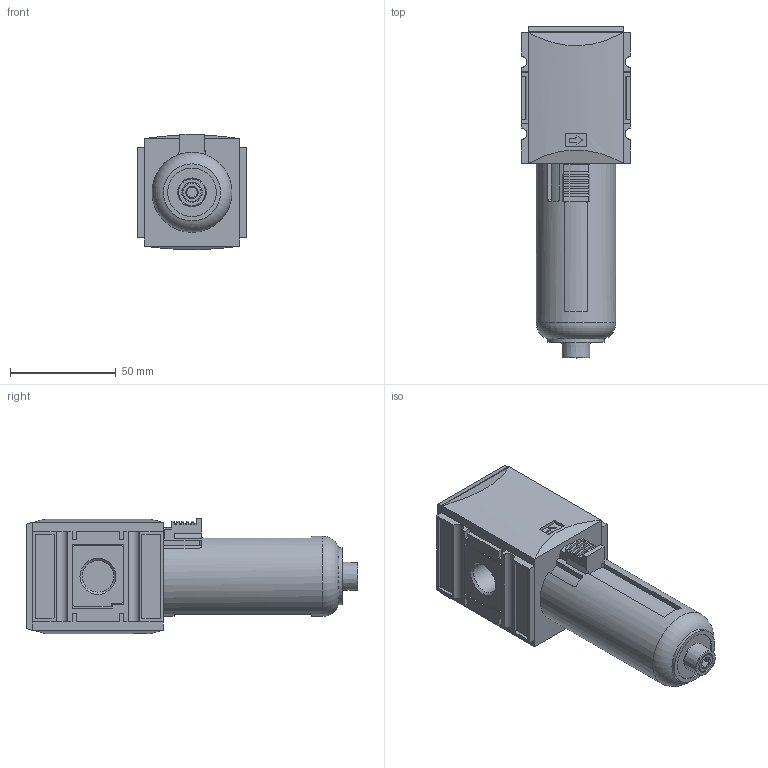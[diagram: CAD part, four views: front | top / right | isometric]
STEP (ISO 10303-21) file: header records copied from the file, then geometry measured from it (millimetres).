
FILE_DESCRIPTION( ( 'STEP AP214' ), ' ' );
FILE_NAME( '91331.DD00.stp', '2017-01-20T15:53:21', ( '' ), ( '' ), ' ', 'PARTsolutions', ' ' );
FILE_SCHEMA( ( 'AUTOMOTIVE_DESIGN { 1 0 10303 214 1 1 1 1 }' ) );
Length unit declared in the file: millimetre
Products named in the file (3): 91331.DD00; _FU 892G 3/8000-1; _FU 892_0
Assembly tree (2 placements, depth 2):
  91331.DD00
    _FU 892G 3/8000-1
    _FU 892_0
Bounding box: 52 x 157 x 54.49 mm (x, y, z)
Volume: 254852.7 mm3; surface area: 36201.3 mm2
Topology: 2 solids, 3 shells, 280 faces, 733 edges, 481 vertices
Faces by surface type: plane 205, cylinder 64, cone 8, torus 3
Full cylindrical faces by diameter (mm): 5 x1, 8 x1, 8.566 x1, 14.95 x2, 23 x1, 27 x1, 37.8 x1
Entity records: 10764 total; most frequent: CARTESIAN_POINT 1585, DIRECTION 1414, ORIENTED_EDGE 1408, EDGE_CURVE 704, LINE 532, VECTOR 532, VERTEX_POINT 472, AXIS2_PLACEMENT_3D 441
